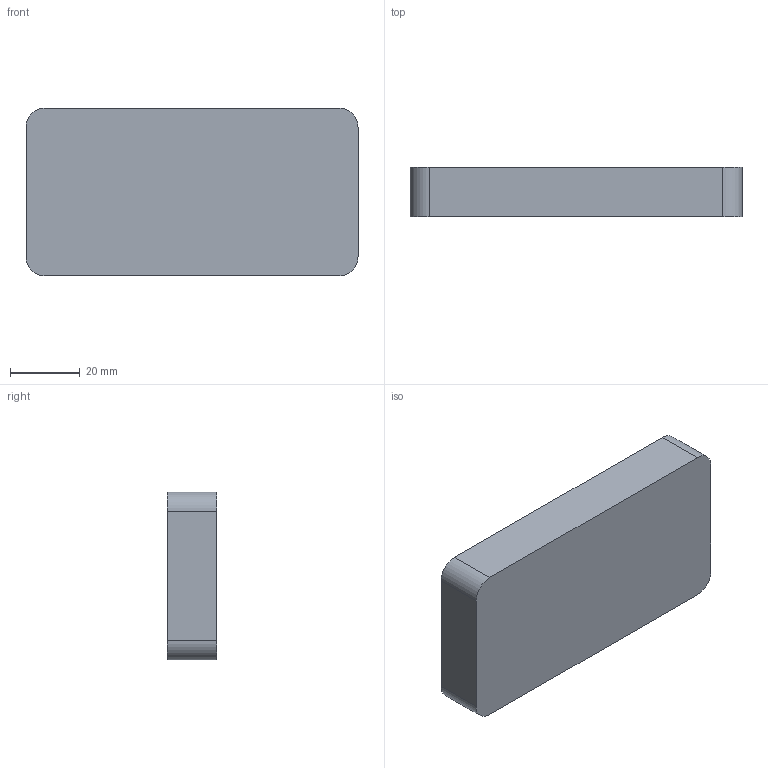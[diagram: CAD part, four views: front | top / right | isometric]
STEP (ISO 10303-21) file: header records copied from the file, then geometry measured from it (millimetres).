
FILE_DESCRIPTION(/* description */ (''),/* implementation_level */ '2;1');
FILE_NAME(/* name */ 'Eurorack Power Consumption Tester Holder v2.step',/* time_stamp */ '2025-04-24T11:20:32+09:00',/* author */ (''),/* organization */ (''),/* preprocessor_version */ 'ST-DEVELOPER v20.1',/* originating_system */ 'Autodesk Translation Framework v14.4.0.0',/* authorisation */ '');
FILE_SCHEMA (('AUTOMOTIVE_DESIGN { 1 0 10303 214 3 1 1 }'));
Length unit declared in the file: millimetre
Products named in the file (1): Eurorack Power Consumption Tester Holder
Bounding box: 95 x 14.2 x 48 mm (x, y, z)
Volume: 19225.1 mm3; surface area: 16318.5 mm2
Topology: 1 solids, 1 shells, 64 faces, 168 edges, 112 vertices
Faces by surface type: plane 52, cylinder 12
Entity records: 1989 total; most frequent: CARTESIAN_POINT 345, ORIENTED_EDGE 336, DIRECTION 322, EDGE_CURVE 168, LINE 144, VECTOR 144, VERTEX_POINT 112, AXIS2_PLACEMENT_3D 89
